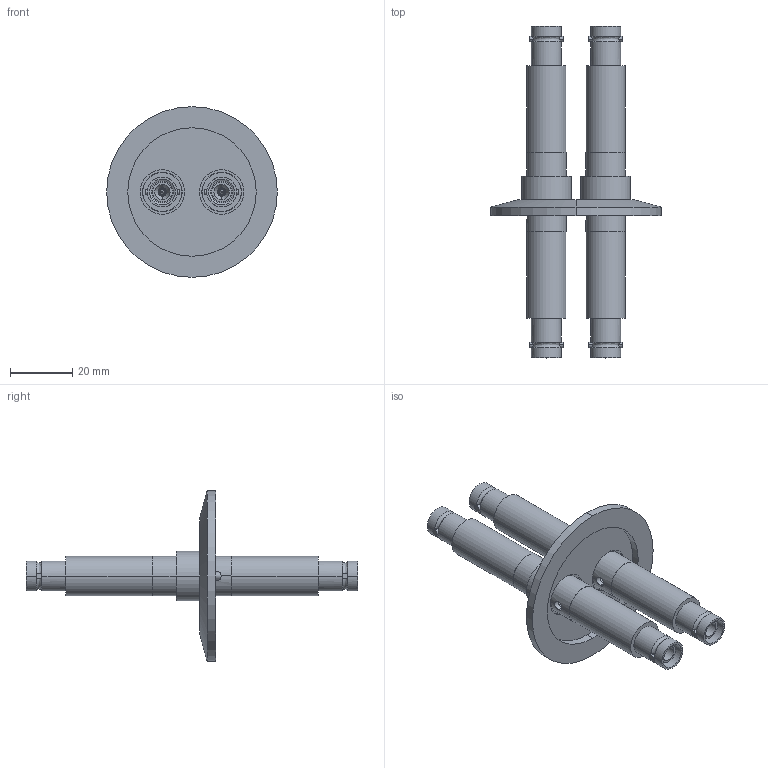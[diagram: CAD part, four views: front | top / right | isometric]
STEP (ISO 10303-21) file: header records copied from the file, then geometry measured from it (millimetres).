
FILE_DESCRIPTION (( 'STEP AP203' ), '1' );
FILE_NAME ('A0859-1-QF.STEP', '2013-08-29T11:48:27', ( '' ), ( '' ), 'SwSTEP 2.0', 'SolidWorks 2012', '' );
FILE_SCHEMA (( 'CONFIG_CONTROL_DESIGN' ));
Length unit declared in the file: inch
Products named in the file (1): A0859-1-QF
Bounding box: 54.86 x 106.68 x 54.86 mm (x, y, z)
Volume: 20748.9 mm3; surface area: 27048.9 mm2
Topology: 1 solids, 5 shells, 441 faces, 1012 edges, 630 vertices
Faces by surface type: cylinder 228, cone 106, plane 75, bspline 32
Entity records: 13415 total; most frequent: CARTESIAN_POINT 3184, DIRECTION 2314, ORIENTED_EDGE 2008, EDGE_CURVE 1004, AXIS2_PLACEMENT_3D 988, VERTEX_POINT 630, CIRCLE 578, EDGE_LOOP 506
